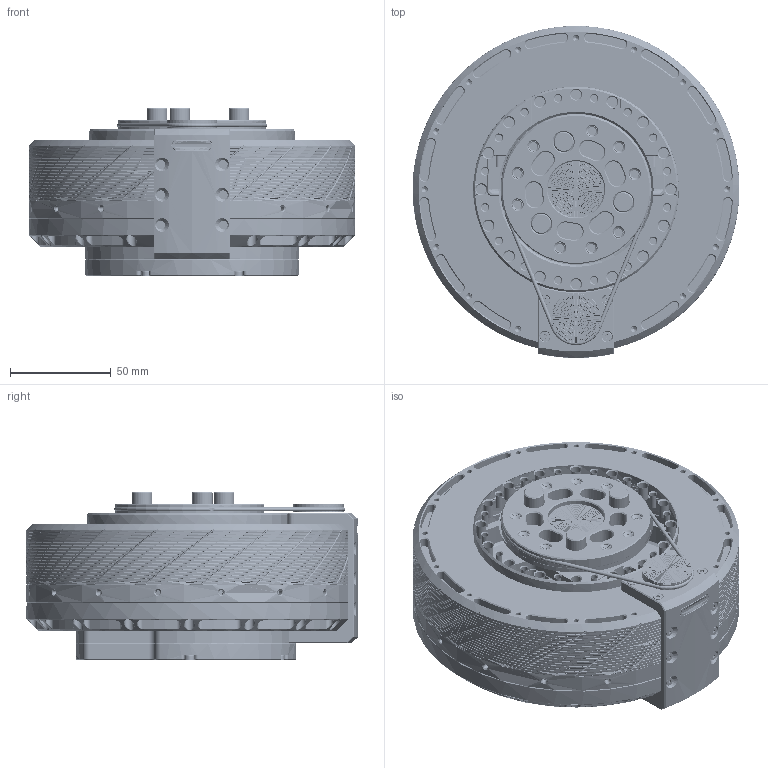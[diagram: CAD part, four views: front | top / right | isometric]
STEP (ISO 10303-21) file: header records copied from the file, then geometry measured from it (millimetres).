
FILE_DESCRIPTION((''),'2;1');
FILE_NAME('PSA1307','2023-09-12T16:29:20',('Lenovo'),(''),'CREO PARAMETRIC BY PTC INC, 2018260','CREO PARAMETRIC BY PTC INC, 2018260','');
FILE_SCHEMA(('AUTOMOTIVE_DESIGN { 1 0 10303 214 1 1 1 1 }'));
Length unit declared in the file: millimetre
Products named in the file (1): PSA1307
Bounding box: 162 x 164.5 x 83.7 mm (x, y, z)
Volume: 1252280.2 mm3; surface area: 105559.3 mm2
Topology: 1 solids, 1 shells, 4199 faces, 11207 edges, 7101 vertices
Faces by surface type: cylinder 1677, plane 984, torus 805, cone 382, bspline 169, sphere 168, revolution 8, extrusion 6
Entity records: 304953 total; most frequent: CARTESIAN_POINT 140351, ORIENTED_EDGE 22018, DIRECTION 21026, PRESENTATION_STYLE_ASSIGNMENT 15056, STYLED_ITEM 11024, CURVE_STYLE 11023, EDGE_CURVE 11009, AXIS2_PLACEMENT_3D 8614
